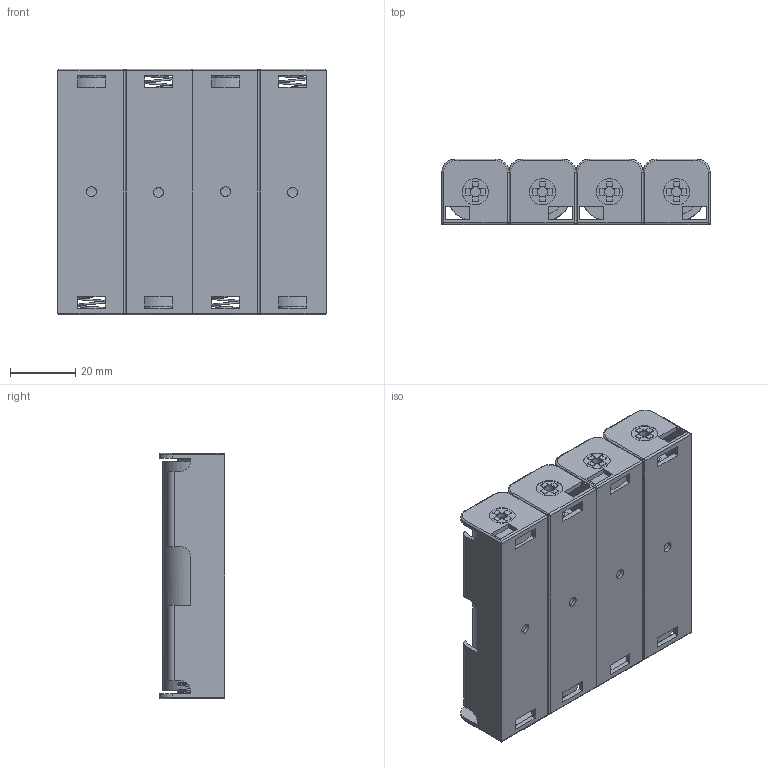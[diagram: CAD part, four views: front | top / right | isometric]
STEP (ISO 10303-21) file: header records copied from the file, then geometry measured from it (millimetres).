
FILE_DESCRIPTION(/* description */ (''),/* implementation_level */ '2;1');
FILE_NAME(/* name */ 'Holder 18650 (4 cell)_series.stp',/* time_stamp */ '2025-10-26T10:06:40+07:00',/* author */ ('quang'),/* organization */ (''),/* preprocessor_version */ 'ST-DEVELOPER v20',/* originating_system */ 'Autodesk Inventor 2024',/* authorisation */ '');
FILE_SCHEMA (('AUTOMOTIVE_DESIGN { 1 0 10303 214 3 1 1 }'));
Length unit declared in the file: millimetre
Products named in the file (1): Holder 18650
Bounding box: 82 x 20 x 75 mm (x, y, z)
Volume: 20754.5 mm3; surface area: 48778.2 mm2
Topology: 1 solids, 4 shells, 932 faces, 2496 edges, 1628 vertices
Faces by surface type: plane 460, bspline 260, cylinder 164, torus 40, sphere 8
Full cylindrical faces by diameter (mm): 3 x12, 8 x8, 14 x4, 18 x4
Entity records: 39921 total; most frequent: CARTESIAN_POINT 16945, ORIENTED_EDGE 4992, DIRECTION 3770, EDGE_CURVE 2496, VERTEX_POINT 1628, LINE 1512, VECTOR 1512, AXIS2_PLACEMENT_3D 1129
